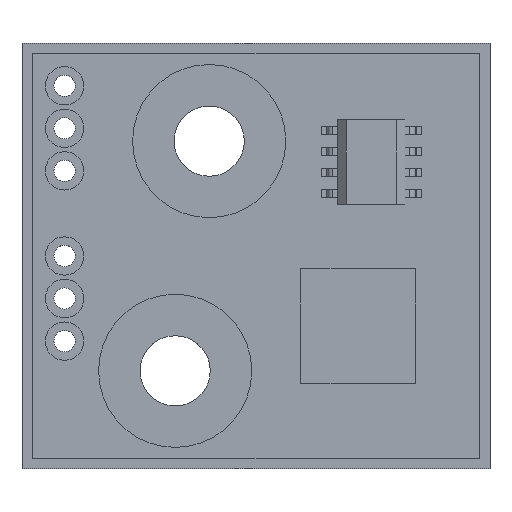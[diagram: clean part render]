
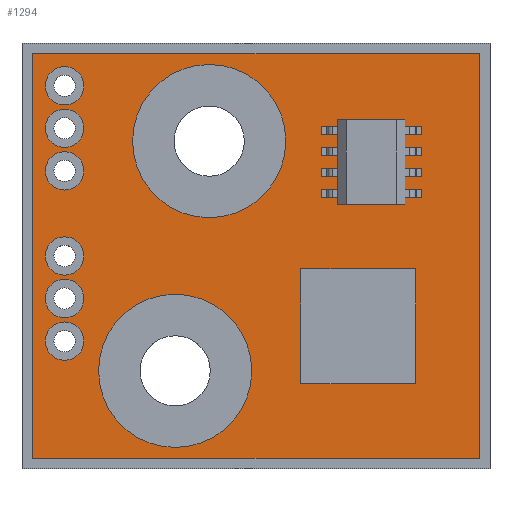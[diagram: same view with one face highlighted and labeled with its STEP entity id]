
A CAD part, top view. The second image highlights one B-rep face of the part: STEP entity #1294.
In plain terms, the highlighted planar face has unit normal (0, 0, 1).
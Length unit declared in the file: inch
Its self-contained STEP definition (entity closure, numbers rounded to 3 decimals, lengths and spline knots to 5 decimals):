
#604=CARTESIAN_POINT('',(-0.495,0.4,0.036));
#605=VERTEX_POINT('',#604);
#614=CARTESIAN_POINT('',(-0.405,0.4,0.036));
#615=VERTEX_POINT('',#614);
#616=CARTESIAN_POINT('',(-0.45,0.4,0.036));
#617=DIRECTION('',(0.0,0.0,-1.0));
#618=DIRECTION('',(-1.0,0.0,0.0));
#619=AXIS2_PLACEMENT_3D('',#616,#617,#618);
#620=CIRCLE('',#619,0.045);
#621=EDGE_CURVE('',#615,#605,#620,.T.);
#646=CARTESIAN_POINT('',(-0.495,0.3,0.036));
#647=VERTEX_POINT('',#646);
#656=CARTESIAN_POINT('',(-0.405,0.3,0.036));
#657=VERTEX_POINT('',#656);
#658=CARTESIAN_POINT('',(-0.45,0.3,0.036));
#659=DIRECTION('',(0.0,0.0,-1.0));
#660=DIRECTION('',(-1.0,0.0,0.0));
#661=AXIS2_PLACEMENT_3D('',#658,#659,#660);
#662=CIRCLE('',#661,0.045);
#663=EDGE_CURVE('',#657,#647,#662,.T.);
#688=CARTESIAN_POINT('',(-0.495,0.2,0.036));
#689=VERTEX_POINT('',#688);
#698=CARTESIAN_POINT('',(-0.405,0.2,0.036));
#699=VERTEX_POINT('',#698);
#700=CARTESIAN_POINT('',(-0.45,0.2,0.036));
#701=DIRECTION('',(0.0,0.0,-1.0));
#702=DIRECTION('',(-1.0,0.0,0.0));
#703=AXIS2_PLACEMENT_3D('',#700,#701,#702);
#704=CIRCLE('',#703,0.045);
#705=EDGE_CURVE('',#699,#689,#704,.T.);
#730=CARTESIAN_POINT('',(-0.495,0.,0.036));
#731=VERTEX_POINT('',#730);
#740=CARTESIAN_POINT('',(-0.405,0.,0.036));
#741=VERTEX_POINT('',#740);
#742=CARTESIAN_POINT('',(-0.45,0.0,0.036));
#743=DIRECTION('',(0.0,0.0,-1.0));
#744=DIRECTION('',(-1.0,0.0,0.0));
#745=AXIS2_PLACEMENT_3D('',#742,#743,#744);
#746=CIRCLE('',#745,0.045);
#747=EDGE_CURVE('',#741,#731,#746,.T.);
#772=CARTESIAN_POINT('',(-0.495,-0.1,0.036));
#773=VERTEX_POINT('',#772);
#782=CARTESIAN_POINT('',(-0.405,-0.1,0.036));
#783=VERTEX_POINT('',#782);
#784=CARTESIAN_POINT('',(-0.45,-0.1,0.036));
#785=DIRECTION('',(0.0,0.0,-1.0));
#786=DIRECTION('',(-1.0,0.0,0.0));
#787=AXIS2_PLACEMENT_3D('',#784,#785,#786);
#788=CIRCLE('',#787,0.045);
#789=EDGE_CURVE('',#783,#773,#788,.T.);
#814=CARTESIAN_POINT('',(-0.495,-0.2,0.036));
#815=VERTEX_POINT('',#814);
#824=CARTESIAN_POINT('',(-0.405,-0.2,0.036));
#825=VERTEX_POINT('',#824);
#826=CARTESIAN_POINT('',(-0.45,-0.2,0.036));
#827=DIRECTION('',(0.0,0.0,-1.0));
#828=DIRECTION('',(-1.0,0.0,0.0));
#829=AXIS2_PLACEMENT_3D('',#826,#827,#828);
#830=CIRCLE('',#829,0.045);
#831=EDGE_CURVE('',#825,#815,#830,.T.);
#856=CARTESIAN_POINT('',(-0.29,0.27,0.036));
#857=VERTEX_POINT('',#856);
#866=CARTESIAN_POINT('',(0.07,0.27,0.036));
#867=VERTEX_POINT('',#866);
#868=CARTESIAN_POINT('',(-0.11,0.27,0.036));
#869=DIRECTION('',(0.0,0.0,-1.0));
#870=DIRECTION('',(-1.0,0.0,0.0));
#871=AXIS2_PLACEMENT_3D('',#868,#869,#870);
#872=CIRCLE('',#871,0.18);
#873=EDGE_CURVE('',#867,#857,#872,.T.);
#898=CARTESIAN_POINT('',(-0.37,-0.27,0.036));
#899=VERTEX_POINT('',#898);
#908=CARTESIAN_POINT('',(-0.01,-0.27,0.036));
#909=VERTEX_POINT('',#908);
#910=CARTESIAN_POINT('',(-0.19,-0.27,0.036));
#911=DIRECTION('',(0.0,0.0,-1.0));
#912=DIRECTION('',(-1.0,0.0,0.0));
#913=AXIS2_PLACEMENT_3D('',#910,#911,#912);
#914=CIRCLE('',#913,0.18);
#915=EDGE_CURVE('',#909,#899,#914,.T.);
#949=CARTESIAN_POINT('',(-0.19,-0.27,0.036));
#950=DIRECTION('',(0.0,0.0,-1.0));
#951=DIRECTION('',(-1.0,0.0,0.0));
#952=AXIS2_PLACEMENT_3D('',#949,#950,#951);
#953=CIRCLE('',#952,0.18);
#954=EDGE_CURVE('',#899,#909,#953,.T.);
#973=CARTESIAN_POINT('',(-0.11,0.27,0.036));
#974=DIRECTION('',(0.0,0.0,-1.0));
#975=DIRECTION('',(-1.0,0.0,0.0));
#976=AXIS2_PLACEMENT_3D('',#973,#974,#975);
#977=CIRCLE('',#976,0.18);
#978=EDGE_CURVE('',#857,#867,#977,.T.);
#997=CARTESIAN_POINT('',(-0.45,-0.2,0.036));
#998=DIRECTION('',(0.0,0.0,-1.0));
#999=DIRECTION('',(-1.0,0.0,0.0));
#1000=AXIS2_PLACEMENT_3D('',#997,#998,#999);
#1001=CIRCLE('',#1000,0.045);
#1002=EDGE_CURVE('',#815,#825,#1001,.T.);
#1021=CARTESIAN_POINT('',(-0.45,-0.1,0.036));
#1022=DIRECTION('',(0.0,0.0,-1.0));
#1023=DIRECTION('',(-1.0,0.0,0.0));
#1024=AXIS2_PLACEMENT_3D('',#1021,#1022,#1023);
#1025=CIRCLE('',#1024,0.045);
#1026=EDGE_CURVE('',#773,#783,#1025,.T.);
#1045=CARTESIAN_POINT('',(-0.45,0.0,0.036));
#1046=DIRECTION('',(0.0,0.0,-1.0));
#1047=DIRECTION('',(-1.0,0.0,0.0));
#1048=AXIS2_PLACEMENT_3D('',#1045,#1046,#1047);
#1049=CIRCLE('',#1048,0.045);
#1050=EDGE_CURVE('',#731,#741,#1049,.T.);
#1069=CARTESIAN_POINT('',(-0.45,0.2,0.036));
#1070=DIRECTION('',(0.0,0.0,-1.0));
#1071=DIRECTION('',(-1.0,0.0,0.0));
#1072=AXIS2_PLACEMENT_3D('',#1069,#1070,#1071);
#1073=CIRCLE('',#1072,0.045);
#1074=EDGE_CURVE('',#689,#699,#1073,.T.);
#1093=CARTESIAN_POINT('',(-0.45,0.3,0.036));
#1094=DIRECTION('',(0.0,0.0,-1.0));
#1095=DIRECTION('',(-1.0,0.0,0.0));
#1096=AXIS2_PLACEMENT_3D('',#1093,#1094,#1095);
#1097=CIRCLE('',#1096,0.045);
#1098=EDGE_CURVE('',#647,#657,#1097,.T.);
#1117=CARTESIAN_POINT('',(-0.45,0.4,0.036));
#1118=DIRECTION('',(0.0,0.0,-1.0));
#1119=DIRECTION('',(-1.0,0.0,0.0));
#1120=AXIS2_PLACEMENT_3D('',#1117,#1118,#1119);
#1121=CIRCLE('',#1120,0.045);
#1122=EDGE_CURVE('',#605,#615,#1121,.T.);
#1132=CARTESIAN_POINT('',(0.525,0.475,0.036));
#1133=VERTEX_POINT('',#1132);
#1134=CARTESIAN_POINT('',(0.525,-0.475,0.036));
#1135=VERTEX_POINT('',#1134);
#1136=CARTESIAN_POINT('',(0.525,0.475,0.036));
#1137=DIRECTION('',(0.0,-1.0,0.0));
#1138=VECTOR('',#1137,0.95);
#1139=LINE('',#1136,#1138);
#1140=EDGE_CURVE('',#1133,#1135,#1139,.T.);
#1172=CARTESIAN_POINT('',(-0.525,-0.475,0.036));
#1173=VERTEX_POINT('',#1172);
#1174=CARTESIAN_POINT('',(0.525,-0.475,0.036));
#1175=DIRECTION('',(-1.0,0.0,0.0));
#1176=VECTOR('',#1175,1.05);
#1177=LINE('',#1174,#1176);
#1178=EDGE_CURVE('',#1135,#1173,#1177,.T.);
#1203=CARTESIAN_POINT('',(-0.525,0.475,0.036));
#1204=VERTEX_POINT('',#1203);
#1205=CARTESIAN_POINT('',(-0.525,-0.475,0.036));
#1206=DIRECTION('',(0.0,1.0,0.0));
#1207=VECTOR('',#1206,0.95);
#1208=LINE('',#1205,#1207);
#1209=EDGE_CURVE('',#1173,#1204,#1208,.T.);
#1234=CARTESIAN_POINT('',(-0.525,0.475,0.036));
#1235=DIRECTION('',(1.0,0.0,0.0));
#1236=VECTOR('',#1235,1.05);
#1237=LINE('',#1234,#1236);
#1238=EDGE_CURVE('',#1204,#1133,#1237,.T.);
#1251=CARTESIAN_POINT('',(0.,0.,0.036));
#1252=DIRECTION('',(0.0,0.0,1.0));
#1253=DIRECTION('',(1.0,0.0,0.0));
#1254=AXIS2_PLACEMENT_3D('',#1251,#1252,#1253);
#1255=PLANE('',#1254);
#1256=ORIENTED_EDGE('',*,*,#1140,.F.);
#1257=ORIENTED_EDGE('',*,*,#1238,.F.);
#1258=ORIENTED_EDGE('',*,*,#1209,.F.);
#1259=ORIENTED_EDGE('',*,*,#1178,.F.);
#1260=EDGE_LOOP('',(#1256,#1257,#1258,#1259));
#1261=FACE_OUTER_BOUND('',#1260,.T.);
#1262=ORIENTED_EDGE('',*,*,#915,.T.);
#1263=ORIENTED_EDGE('',*,*,#954,.T.);
#1264=EDGE_LOOP('',(#1262,#1263));
#1265=FACE_BOUND('',#1264,.T.);
#1266=ORIENTED_EDGE('',*,*,#873,.T.);
#1267=ORIENTED_EDGE('',*,*,#978,.T.);
#1268=EDGE_LOOP('',(#1266,#1267));
#1269=FACE_BOUND('',#1268,.T.);
#1270=ORIENTED_EDGE('',*,*,#831,.T.);
#1271=ORIENTED_EDGE('',*,*,#1002,.T.);
#1272=EDGE_LOOP('',(#1270,#1271));
#1273=FACE_BOUND('',#1272,.T.);
#1274=ORIENTED_EDGE('',*,*,#789,.T.);
#1275=ORIENTED_EDGE('',*,*,#1026,.T.);
#1276=EDGE_LOOP('',(#1274,#1275));
#1277=FACE_BOUND('',#1276,.T.);
#1278=ORIENTED_EDGE('',*,*,#747,.T.);
#1279=ORIENTED_EDGE('',*,*,#1050,.T.);
#1280=EDGE_LOOP('',(#1278,#1279));
#1281=FACE_BOUND('',#1280,.T.);
#1282=ORIENTED_EDGE('',*,*,#705,.T.);
#1283=ORIENTED_EDGE('',*,*,#1074,.T.);
#1284=EDGE_LOOP('',(#1282,#1283));
#1285=FACE_BOUND('',#1284,.T.);
#1286=ORIENTED_EDGE('',*,*,#663,.T.);
#1287=ORIENTED_EDGE('',*,*,#1098,.T.);
#1288=EDGE_LOOP('',(#1286,#1287));
#1289=FACE_BOUND('',#1288,.T.);
#1290=ORIENTED_EDGE('',*,*,#621,.T.);
#1291=ORIENTED_EDGE('',*,*,#1122,.T.);
#1292=EDGE_LOOP('',(#1290,#1291));
#1293=FACE_BOUND('',#1292,.T.);
#1294=ADVANCED_FACE('',(#1261,#1265,#1269,#1273,#1277,#1281,#1285,#1289,#1293),#1255,.T.);
